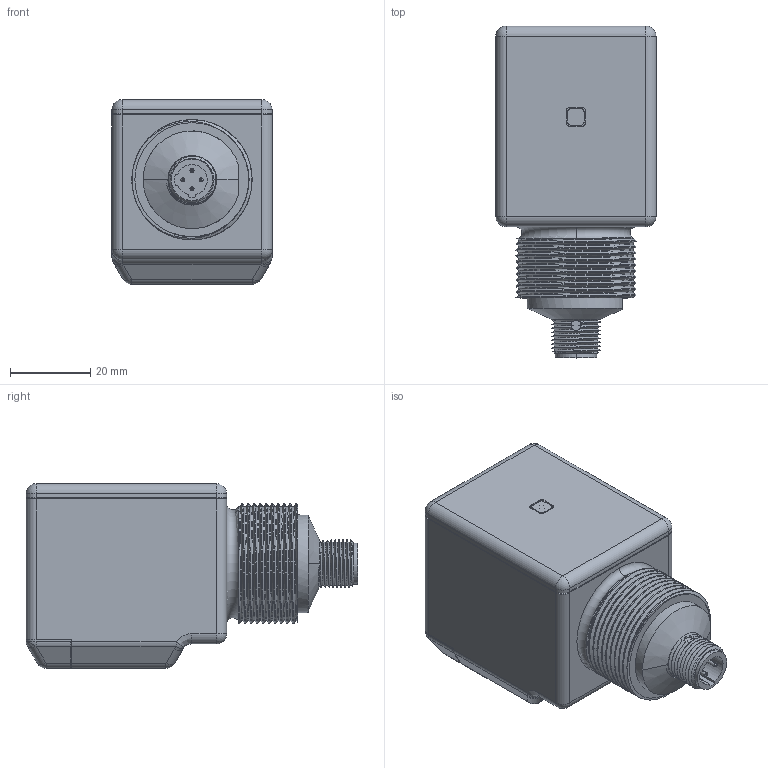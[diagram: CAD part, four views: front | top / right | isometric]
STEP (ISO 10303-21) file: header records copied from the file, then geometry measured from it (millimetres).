
FILE_DESCRIPTION((''),'2;1');
FILE_NAME('156733_ASM','2015-11-06T',('pdmadmin'),(''),'PRO/ENGINEER BY PARAMETRIC TECHNOLOGY CORPORATION, 2013230','PRO/ENGINEER BY PARAMETRIC TECHNOLOGY CORPORATION, 2013230','');
FILE_SCHEMA(('CONFIG_CONTROL_DESIGN'));
Length unit declared in the file: inch
Products named in the file (14): 32190_AF0; 32191; 70026; 31786_AF0; 31783_AF0; 117375; 31787_AF0; 31806_AF0; 37038_ASM; 32762; 32152; 37051_ASM; 69966; 156733_ASM
Assembly tree (14 placements, depth 3):
  156733_ASM
    32190_AF0
    32191  x2
    70026
    37038_ASM
      31786_AF0
      31783_AF0
      117375
      31787_AF0
      31806_AF0
    37051_ASM
      32762
      32152
    69966
Bounding box: 39.98 x 82.79 x 46.08 mm (x, y, z)
Volume: 31961.5 mm3; surface area: 48950.1 mm2
Topology: 12 solids, 13 shells, 805 faces, 2061 edges, 1319 vertices
Faces by surface type: plane 407, cylinder 271, bspline 45, cone 40, sphere 28, torus 14
Entity records: 30782 total; most frequent: CARTESIAN_POINT 11842, ORIENTED_EDGE 3926, DIRECTION 3832, EDGE_CURVE 1965, AXIS2_PLACEMENT_3D 1340, VERTEX_POINT 1266, VECTOR 1152, LINE 1152
